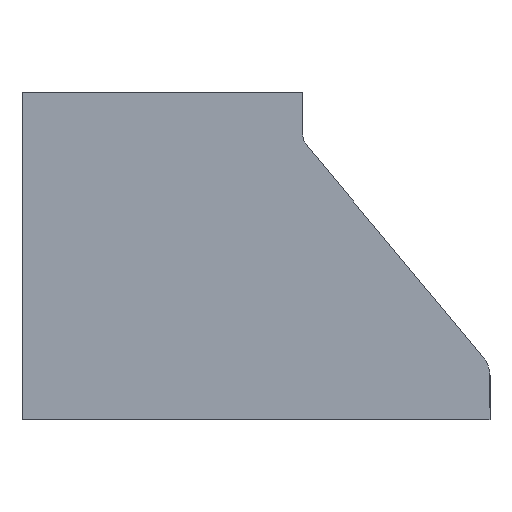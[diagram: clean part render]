
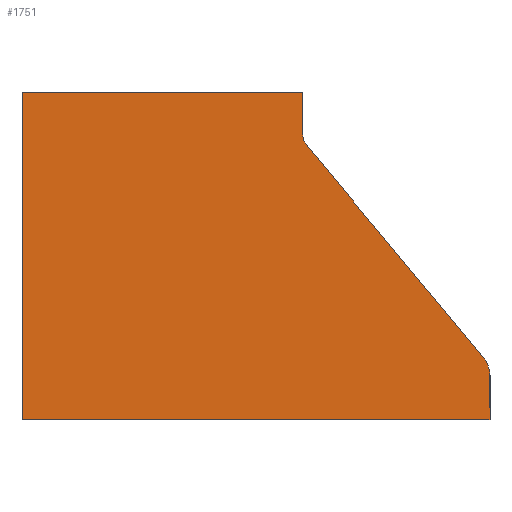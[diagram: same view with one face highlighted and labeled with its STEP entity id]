
A CAD part, front view. The second image highlights one B-rep face of the part: STEP entity #1751.
In plain terms, the highlighted planar face has unit normal (0, -1, 0).
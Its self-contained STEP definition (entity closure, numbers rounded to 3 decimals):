
#8 = AXIS2_PLACEMENT_3D ( 'NONE', #664, #641, #640 ) ;
#195 = LINE ( 'NONE', #1387, #202 ) ;
#201 = LINE ( 'NONE', #1244, #206 ) ;
#202 = VECTOR ( 'NONE', #1382, 1000. ) ;
#206 = VECTOR ( 'NONE', #1311, 1000. ) ;
#207 = LINE ( 'NONE', #1305, #211 ) ;
#211 = VECTOR ( 'NONE', #1384, 1000. ) ;
#280 = LINE ( 'NONE', #1380, #282 ) ;
#282 = VECTOR ( 'NONE', #1377, 1000. ) ;
#370 = CIRCLE ( 'NONE', #1164, 20. ) ;
#372 = LINE ( 'NONE', #773, #374 ) ;
#374 = VECTOR ( 'NONE', #772, 1000. ) ;
#379 = LINE ( 'NONE', #1089, #390 ) ;
#386 = CIRCLE ( 'NONE', #1161, 30. ) ;
#390 = VECTOR ( 'NONE', #1094, 1000. ) ;
#501 = FACE_OUTER_BOUND ( 'NONE', #1566, .T. ) ;
#563 = EDGE_CURVE ( 'NONE', #1487, #1482, #195, .T. ) ;
#565 = EDGE_CURVE ( 'NONE', #1505, #1464, #201, .T. ) ;
#568 = EDGE_CURVE ( 'NONE', #1487, #1476, #207, .T. ) ;
#610 = EDGE_CURVE ( 'NONE', #1502, #1511, #280, .T. ) ;
#640 = DIRECTION ( 'NONE',  ( 0., 0., 1. ) ) ;
#641 = DIRECTION ( 'NONE',  ( 0., 1., 0. ) ) ;
#646 = PLANE ( 'NONE',  #8 ) ;
#664 = CARTESIAN_POINT ( 'NONE',  ( -170., 0., -44.501 ) ) ;
#761 = DIRECTION ( 'NONE',  ( 0., 0., 1. ) ) ;
#762 = DIRECTION ( 'NONE',  ( 0., 1., 0. ) ) ;
#763 = CARTESIAN_POINT ( 'NONE',  ( 470., 0., -44.501 ) ) ;
#772 = DIRECTION ( 'NONE',  ( 0., 0., 1. ) ) ;
#773 = CARTESIAN_POINT ( 'NONE',  ( 450., 0., 0. ) ) ;
#930 = CARTESIAN_POINT ( 'NONE',  ( 454.636, 0., -57.304 ) ) ;
#940 = CARTESIAN_POINT ( 'NONE',  ( 150., 0., 0. ) ) ;
#943 = CARTESIAN_POINT ( 'NONE',  ( 643.047, 0., -283.398 ) ) ;
#955 = CARTESIAN_POINT ( 'NONE',  ( 450., 0., -44.501 ) ) ;
#960 = CARTESIAN_POINT ( 'NONE',  ( 650., 0., -350. ) ) ;
#966 = CARTESIAN_POINT ( 'NONE',  ( 650., 0., -302.603 ) ) ;
#974 = CARTESIAN_POINT ( 'NONE',  ( 150., 0., -350. ) ) ;
#996 = CARTESIAN_POINT ( 'NONE',  ( 450., 0., 0. ) ) ;
#1089 = CARTESIAN_POINT ( 'NONE',  ( 150., 0., 0. ) ) ;
#1091 = DIRECTION ( 'NONE',  ( 0., 0., 1. ) ) ;
#1092 = DIRECTION ( 'NONE',  ( 0., -1., 0. ) ) ;
#1093 = CARTESIAN_POINT ( 'NONE',  ( 620., 0., -302.603 ) ) ;
#1094 = DIRECTION ( 'NONE',  ( 0., 0., 1. ) ) ;
#1161 = AXIS2_PLACEMENT_3D ( 'NONE', #1093, #1092, #1091 ) ;
#1164 = AXIS2_PLACEMENT_3D ( 'NONE', #763, #762, #761 ) ;
#1244 = CARTESIAN_POINT ( 'NONE',  ( -150., 0., 0. ) ) ;
#1305 = CARTESIAN_POINT ( 'NONE',  ( -350., 0., -350. ) ) ;
#1311 = DIRECTION ( 'NONE',  ( 1., 0., 0. ) ) ;
#1377 = DIRECTION ( 'NONE',  ( -0.64, 0., 0.768 ) ) ;
#1380 = CARTESIAN_POINT ( 'NONE',  ( 454.636, 0., -57.304 ) ) ;
#1382 = DIRECTION ( 'NONE',  ( 0., 0., 1. ) ) ;
#1384 = DIRECTION ( 'NONE',  ( -1., 0., 0. ) ) ;
#1387 = CARTESIAN_POINT ( 'NONE',  ( 650., 0., -302.603 ) ) ;
#1394 = EDGE_CURVE ( 'NONE', #1511, #1491, #370, .T. ) ;
#1395 = EDGE_CURVE ( 'NONE', #1491, #1464, #372, .T. ) ;
#1403 = EDGE_CURVE ( 'NONE', #1482, #1502, #386, .T. ) ;
#1405 = EDGE_CURVE ( 'NONE', #1476, #1505, #379, .T. ) ;
#1464 = VERTEX_POINT ( 'NONE', #996 ) ;
#1476 = VERTEX_POINT ( 'NONE', #974 ) ;
#1482 = VERTEX_POINT ( 'NONE', #966 ) ;
#1487 = VERTEX_POINT ( 'NONE', #960 ) ;
#1491 = VERTEX_POINT ( 'NONE', #955 ) ;
#1502 = VERTEX_POINT ( 'NONE', #943 ) ;
#1505 = VERTEX_POINT ( 'NONE', #940 ) ;
#1511 = VERTEX_POINT ( 'NONE', #930 ) ;
#1566 = EDGE_LOOP ( 'NONE', ( #1679, #1680, #1681, #1682, #1683, #1684, #1685, #1686 ) ) ;
#1679 = ORIENTED_EDGE ( 'NONE', *, *, #565, .F. ) ;
#1680 = ORIENTED_EDGE ( 'NONE', *, *, #1405, .F. ) ;
#1681 = ORIENTED_EDGE ( 'NONE', *, *, #568, .F. ) ;
#1682 = ORIENTED_EDGE ( 'NONE', *, *, #563, .T. ) ;
#1683 = ORIENTED_EDGE ( 'NONE', *, *, #1403, .T. ) ;
#1684 = ORIENTED_EDGE ( 'NONE', *, *, #610, .T. ) ;
#1685 = ORIENTED_EDGE ( 'NONE', *, *, #1394, .T. ) ;
#1686 = ORIENTED_EDGE ( 'NONE', *, *, #1395, .T. ) ;
#1751 = ADVANCED_FACE ( 'NONE', ( #501 ), #646, .F. ) ;
